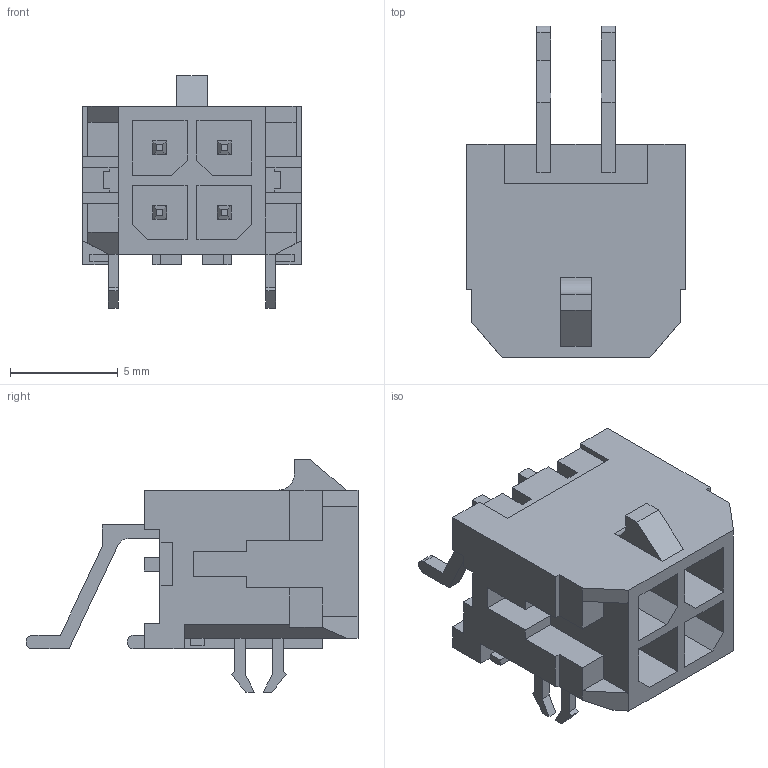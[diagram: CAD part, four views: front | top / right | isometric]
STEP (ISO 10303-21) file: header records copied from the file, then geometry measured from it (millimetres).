
FILE_DESCRIPTION(('FreeCAD Model'),'2;1');
FILE_NAME('430450406.step','2017-10-19T00:19:00',( 'kicad StepUp'),('ksu MCAD'),'Open CASCADE STEP processor 6.8', 'FreeCAD','Unknown');
FILE_SCHEMA(('AUTOMOTIVE_DESIGN_CC2 { 1 2 10303 214 -1 1 5 4 }'));
Length unit declared in the file: millimetre
Products named in the file (1): 430450406
Bounding box: 10.15 x 15.4 x 10.77 mm (x, y, z)
Volume: 437.9 mm3; surface area: 938.6 mm2
Topology: 1 solids, 3 shells, 287 faces, 754 edges, 484 vertices
Faces by surface type: plane 278, cylinder 9
Entity records: 8615 total; most frequent: CARTESIAN_POINT 1526, ORIENTED_EDGE 1508, DIRECTION 1348, EDGE_CURVE 754, LINE 736, VECTOR 736, VERTEX_POINT 484, AXIS2_PLACEMENT_3D 306
